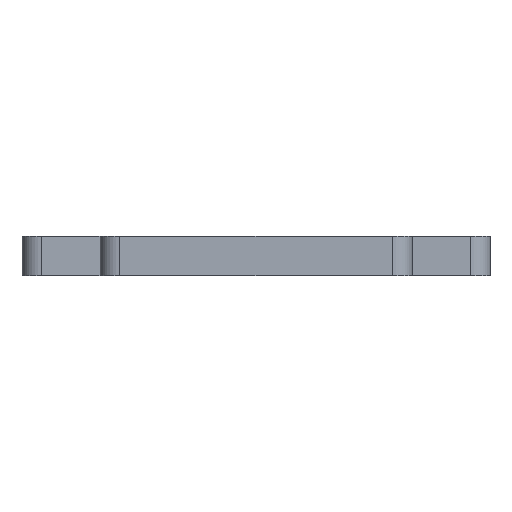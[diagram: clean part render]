
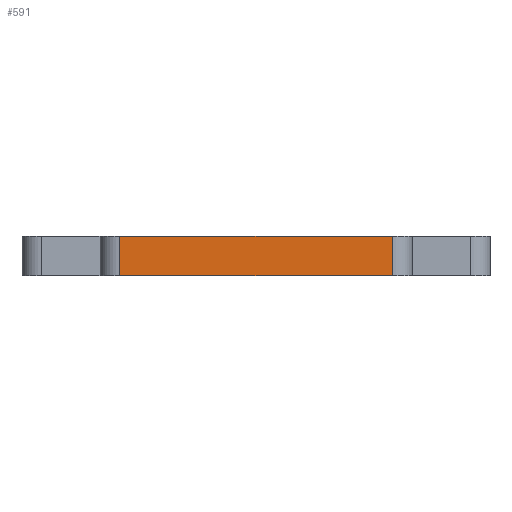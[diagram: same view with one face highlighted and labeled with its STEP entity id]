
A CAD part, front view. The second image highlights one B-rep face of the part: STEP entity #591.
In plain terms, the highlighted planar face has unit normal (0, -1, 0).
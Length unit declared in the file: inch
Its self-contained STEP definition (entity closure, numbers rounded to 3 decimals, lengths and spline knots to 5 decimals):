
#62 = EDGE_LOOP ( 'NONE', ( #1192, #1200, #321, #1080 ) ) ;
#74 = CARTESIAN_POINT ( 'NONE',  ( 0.4375, -1.25, 0. ) ) ;
#106 = VECTOR ( 'NONE', #225, 39.37008 ) ;
#126 = DIRECTION ( 'NONE',  ( 0., 1., 0. ) ) ;
#131 = AXIS2_PLACEMENT_3D ( 'NONE', #324, #126, #752 ) ;
#139 = CARTESIAN_POINT ( 'NONE',  ( -0.4375, -1.25, 0.125 ) ) ;
#223 = FACE_OUTER_BOUND ( 'NONE', #62, .T. ) ;
#224 = EDGE_CURVE ( 'NONE', #688, #1185, #1240, .T. ) ;
#225 = DIRECTION ( 'NONE',  ( 0., 0., -1. ) ) ;
#231 = EDGE_CURVE ( 'NONE', #671, #688, #952, .T. ) ;
#321 = ORIENTED_EDGE ( 'NONE', *, *, #560, .F. ) ;
#324 = CARTESIAN_POINT ( 'NONE',  ( -0.5, -1.25, 0.125 ) ) ;
#338 = LINE ( 'NONE', #1142, #924 ) ;
#373 = LINE ( 'NONE', #786, #492 ) ;
#492 = VECTOR ( 'NONE', #1189, 39.37008 ) ;
#560 = EDGE_CURVE ( 'NONE', #671, #1091, #373, .T. ) ;
#591 = ADVANCED_FACE ( 'NONE', ( #223 ), #1255, .F. ) ;
#644 = CARTESIAN_POINT ( 'NONE',  ( -0.4375, -1.25, 0.125 ) ) ;
#656 = EDGE_CURVE ( 'NONE', #1185, #1091, #338, .T. ) ;
#671 = VERTEX_POINT ( 'NONE', #644 ) ;
#688 = VERTEX_POINT ( 'NONE', #1266 ) ;
#752 = DIRECTION ( 'NONE',  ( 0., 0., 1. ) ) ;
#786 = CARTESIAN_POINT ( 'NONE',  ( -0.5, -1.25, 0.125 ) ) ;
#832 = CARTESIAN_POINT ( 'NONE',  ( 0.4375, -1.25, 0.125 ) ) ;
#924 = VECTOR ( 'NONE', #1154, 39.37008 ) ;
#952 = LINE ( 'NONE', #139, #106 ) ;
#1053 = VECTOR ( 'NONE', #1261, 39.37008 ) ;
#1080 = ORIENTED_EDGE ( 'NONE', *, *, #231, .T. ) ;
#1091 = VERTEX_POINT ( 'NONE', #832 ) ;
#1133 = CARTESIAN_POINT ( 'NONE',  ( -0.5, -1.25, 0. ) ) ;
#1142 = CARTESIAN_POINT ( 'NONE',  ( 0.4375, -1.25, 0.125 ) ) ;
#1154 = DIRECTION ( 'NONE',  ( 0., 0., 1. ) ) ;
#1185 = VERTEX_POINT ( 'NONE', #74 ) ;
#1189 = DIRECTION ( 'NONE',  ( 1., 0., 0. ) ) ;
#1192 = ORIENTED_EDGE ( 'NONE', *, *, #224, .T. ) ;
#1200 = ORIENTED_EDGE ( 'NONE', *, *, #656, .T. ) ;
#1240 = LINE ( 'NONE', #1133, #1053 ) ;
#1255 = PLANE ( 'NONE',  #131 ) ;
#1261 = DIRECTION ( 'NONE',  ( 1., 0., 0. ) ) ;
#1266 = CARTESIAN_POINT ( 'NONE',  ( -0.4375, -1.25, 0. ) ) ;
